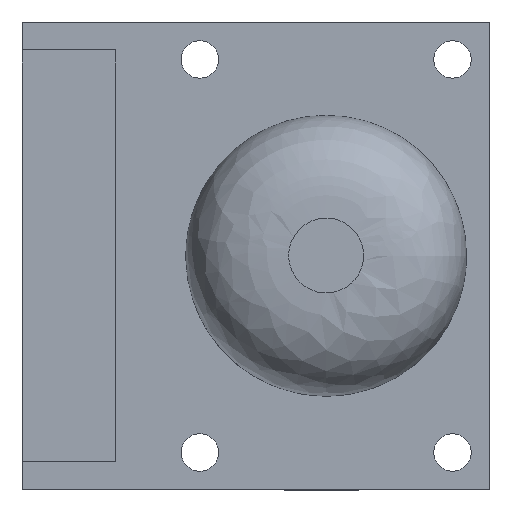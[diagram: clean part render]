
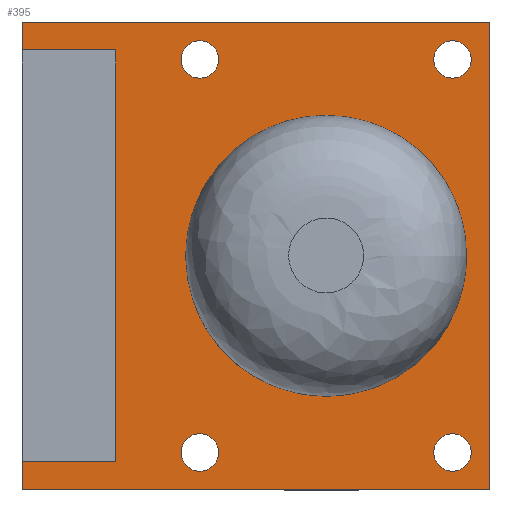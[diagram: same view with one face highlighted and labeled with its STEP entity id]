
A CAD part, top view. The second image highlights one B-rep face of the part: STEP entity #395.
In plain terms, the highlighted planar face has unit normal (0, 0, 1).
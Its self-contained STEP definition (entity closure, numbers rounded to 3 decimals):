
#17=FACE_BOUND('',#170,.T.);
#18=FACE_BOUND('',#171,.T.);
#19=FACE_BOUND('',#172,.T.);
#20=FACE_BOUND('',#173,.T.);
#21=FACE_BOUND('',#174,.T.);
#24=CIRCLE('',#421,7.5);
#27=CIRCLE('',#433,1.);
#28=CIRCLE('',#434,1.);
#29=CIRCLE('',#435,1.);
#30=CIRCLE('',#436,1.);
#47=LINE('',#733,#88);
#51=LINE('',#741,#92);
#54=LINE('',#747,#95);
#58=LINE('',#755,#99);
#59=LINE('',#757,#100);
#60=LINE('',#759,#101);
#61=LINE('',#761,#102);
#62=LINE('',#762,#103);
#88=VECTOR('',#484,10.);
#92=VECTOR('',#490,10.);
#95=VECTOR('',#495,10.);
#99=VECTOR('',#503,10.);
#100=VECTOR('',#504,10.);
#101=VECTOR('',#505,10.);
#102=VECTOR('',#506,10.);
#103=VECTOR('',#507,10.);
#129=PLANE('',#432);
#146=FACE_OUTER_BOUND('',#169,.T.);
#169=EDGE_LOOP('',(#320,#321,#322,#323,#324,#325,#326,#327));
#170=EDGE_LOOP('',(#328));
#171=EDGE_LOOP('',(#329));
#172=EDGE_LOOP('',(#330));
#173=EDGE_LOOP('',(#331));
#174=EDGE_LOOP('',(#332));
#191=VERTEX_POINT('',#696);
#204=VERTEX_POINT('',#731);
#205=VERTEX_POINT('',#732);
#208=VERTEX_POINT('',#740);
#210=VERTEX_POINT('',#746);
#212=VERTEX_POINT('',#754);
#213=VERTEX_POINT('',#756);
#214=VERTEX_POINT('',#758);
#215=VERTEX_POINT('',#760);
#216=VERTEX_POINT('',#763);
#217=VERTEX_POINT('',#765);
#218=VERTEX_POINT('',#767);
#219=VERTEX_POINT('',#769);
#228=EDGE_CURVE('',#191,#191,#24,.T.);
#244=EDGE_CURVE('',#204,#205,#47,.T.);
#248=EDGE_CURVE('',#205,#208,#51,.T.);
#251=EDGE_CURVE('',#208,#210,#54,.T.);
#255=EDGE_CURVE('',#210,#212,#58,.T.);
#256=EDGE_CURVE('',#212,#213,#59,.T.);
#257=EDGE_CURVE('',#213,#214,#60,.T.);
#258=EDGE_CURVE('',#214,#215,#61,.T.);
#259=EDGE_CURVE('',#215,#204,#62,.T.);
#260=EDGE_CURVE('',#216,#216,#27,.T.);
#261=EDGE_CURVE('',#217,#217,#28,.T.);
#262=EDGE_CURVE('',#218,#218,#29,.T.);
#263=EDGE_CURVE('',#219,#219,#30,.T.);
#320=ORIENTED_EDGE('',*,*,#244,.T.);
#321=ORIENTED_EDGE('',*,*,#248,.T.);
#322=ORIENTED_EDGE('',*,*,#251,.T.);
#323=ORIENTED_EDGE('',*,*,#255,.T.);
#324=ORIENTED_EDGE('',*,*,#256,.T.);
#325=ORIENTED_EDGE('',*,*,#257,.T.);
#326=ORIENTED_EDGE('',*,*,#258,.T.);
#327=ORIENTED_EDGE('',*,*,#259,.T.);
#328=ORIENTED_EDGE('',*,*,#260,.T.);
#329=ORIENTED_EDGE('',*,*,#261,.T.);
#330=ORIENTED_EDGE('',*,*,#262,.T.);
#331=ORIENTED_EDGE('',*,*,#263,.T.);
#332=ORIENTED_EDGE('',*,*,#228,.T.);
#395=ADVANCED_FACE('',(#146,#17,#18,#19,#20,#21),#129,.T.);
#421=AXIS2_PLACEMENT_3D('',#698,#455,#456);
#432=AXIS2_PLACEMENT_3D('',#753,#501,#502);
#433=AXIS2_PLACEMENT_3D('',#764,#508,#509);
#434=AXIS2_PLACEMENT_3D('',#766,#510,#511);
#435=AXIS2_PLACEMENT_3D('',#768,#512,#513);
#436=AXIS2_PLACEMENT_3D('',#770,#514,#515);
#455=DIRECTION('center_axis',(0.,0.,-1.));
#456=DIRECTION('ref_axis',(-1.,0.,0.));
#484=DIRECTION('',(1.,0.,0.));
#490=DIRECTION('',(0.,-1.,0.));
#495=DIRECTION('',(-1.,0.,0.));
#501=DIRECTION('center_axis',(0.,0.,1.));
#502=DIRECTION('ref_axis',(1.,0.,0.));
#503=DIRECTION('',(0.,-1.,0.));
#504=DIRECTION('',(1.,0.,0.));
#505=DIRECTION('',(0.,1.,0.));
#506=DIRECTION('',(-1.,0.,0.));
#507=DIRECTION('',(0.,-1.,0.));
#508=DIRECTION('center_axis',(0.,0.,-1.));
#509=DIRECTION('ref_axis',(1.,0.,0.));
#510=DIRECTION('center_axis',(0.,0.,-1.));
#511=DIRECTION('ref_axis',(1.,0.,0.));
#512=DIRECTION('center_axis',(0.,0.,-1.));
#513=DIRECTION('ref_axis',(1.,0.,0.));
#514=DIRECTION('center_axis',(0.,0.,-1.));
#515=DIRECTION('ref_axis',(1.,0.,0.));
#696=CARTESIAN_POINT('',(23.75,12.5,1.));
#698=CARTESIAN_POINT('Origin',(16.25,12.5,1.));
#731=CARTESIAN_POINT('',(0.,23.5,1.));
#732=CARTESIAN_POINT('',(5.,23.5,1.));
#733=CARTESIAN_POINT('',(8.75,23.5,1.));
#740=CARTESIAN_POINT('',(5.,1.5,1.));
#741=CARTESIAN_POINT('',(5.,7.,1.));
#746=CARTESIAN_POINT('',(0.,1.5,1.));
#747=CARTESIAN_POINT('',(6.25,1.5,1.));
#753=CARTESIAN_POINT('Origin',(12.5,12.5,1.));
#754=CARTESIAN_POINT('',(0.,0.,1.));
#755=CARTESIAN_POINT('',(0.,25.,1.));
#756=CARTESIAN_POINT('',(25.,0.,1.));
#757=CARTESIAN_POINT('',(0.,0.,1.));
#758=CARTESIAN_POINT('',(25.,25.,1.));
#759=CARTESIAN_POINT('',(25.,0.,1.));
#760=CARTESIAN_POINT('',(0.,25.,1.));
#761=CARTESIAN_POINT('',(25.,25.,1.));
#762=CARTESIAN_POINT('',(0.,25.,1.));
#763=CARTESIAN_POINT('',(22.,23.,1.));
#764=CARTESIAN_POINT('Origin',(23.,23.,1.));
#765=CARTESIAN_POINT('',(8.5,2.,1.));
#766=CARTESIAN_POINT('Origin',(9.5,2.,1.));
#767=CARTESIAN_POINT('',(22.,2.,1.));
#768=CARTESIAN_POINT('Origin',(23.,2.,1.));
#769=CARTESIAN_POINT('',(8.5,23.,1.));
#770=CARTESIAN_POINT('Origin',(9.5,23.,1.));
